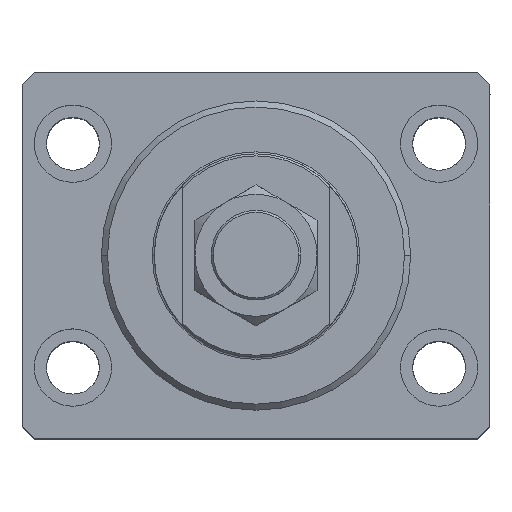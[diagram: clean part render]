
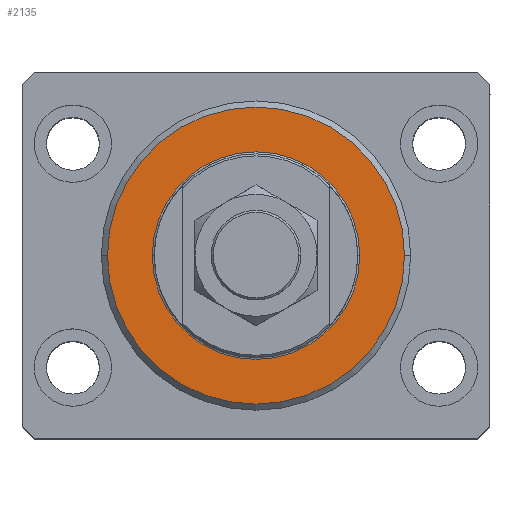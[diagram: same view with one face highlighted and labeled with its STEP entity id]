
A CAD part, top view. The second image highlights one B-rep face of the part: STEP entity #2135.
In plain terms, the highlighted face is planar.
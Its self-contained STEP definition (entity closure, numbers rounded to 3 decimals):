
#5 = DIRECTION ( 'NONE',  ( 0., 0., 1. ) ) ;
#1130 = CIRCLE ( 'NONE', #40365, 36.5 ) ;
#2135 = ADVANCED_FACE ( 'NONE', ( #32520, #32052 ), #13510, .F. ) ;
#2315 = CIRCLE ( 'NONE', #10015, 25.5 ) ;
#2699 = DIRECTION ( 'NONE',  ( 0., 0., 1. ) ) ;
#4992 = DIRECTION ( 'NONE',  ( 1., 0., 0. ) ) ;
#6728 = VERTEX_POINT ( 'NONE', #43048 ) ;
#7845 = DIRECTION ( 'NONE',  ( 0., 0., -1. ) ) ;
#9885 = DIRECTION ( 'NONE',  ( 0., 0., 1. ) ) ;
#10015 = AXIS2_PLACEMENT_3D ( 'NONE', #29150, #5, #10846 ) ;
#10274 = AXIS2_PLACEMENT_3D ( 'NONE', #17112, #9885, #27944 ) ;
#10846 = DIRECTION ( 'NONE',  ( 1., 0., 0. ) ) ;
#13381 = EDGE_CURVE ( 'NONE', #20004, #6728, #38972, .T. ) ;
#13510 = PLANE ( 'NONE',  #10274 ) ;
#14886 = AXIS2_PLACEMENT_3D ( 'NONE', #27151, #34394, #4992 ) ;
#15389 = ORIENTED_EDGE ( 'NONE', *, *, #39370, .T. ) ;
#16539 = CARTESIAN_POINT ( 'NONE',  ( 36.5, 0., 0. ) ) ;
#16578 = ORIENTED_EDGE ( 'NONE', *, *, #43221, .T. ) ;
#17112 = CARTESIAN_POINT ( 'NONE',  ( 0., 0., 0. ) ) ;
#20004 = VERTEX_POINT ( 'NONE', #33484 ) ;
#21005 = ORIENTED_EDGE ( 'NONE', *, *, #24959, .T. ) ;
#24959 = EDGE_CURVE ( 'NONE', #6728, #20004, #2315, .T. ) ;
#26709 = EDGE_LOOP ( 'NONE', ( #15389, #16578 ) ) ;
#27151 = CARTESIAN_POINT ( 'NONE',  ( 0., 0., 0. ) ) ;
#27747 = CARTESIAN_POINT ( 'NONE',  ( 0., 0., 0. ) ) ;
#27944 = DIRECTION ( 'NONE',  ( 1., 0., 0. ) ) ;
#29150 = CARTESIAN_POINT ( 'NONE',  ( 0., 0., 0. ) ) ;
#32052 = FACE_OUTER_BOUND ( 'NONE', #26709, .T. ) ;
#32520 = FACE_BOUND ( 'NONE', #45991, .T. ) ;
#33484 = CARTESIAN_POINT ( 'NONE',  ( 25.5, 0., 0. ) ) ;
#34375 = AXIS2_PLACEMENT_3D ( 'NONE', #27747, #2699, #35690 ) ;
#34394 = DIRECTION ( 'NONE',  ( 0., 0., -1. ) ) ;
#35690 = DIRECTION ( 'NONE',  ( 1., 0., 0. ) ) ;
#37439 = ORIENTED_EDGE ( 'NONE', *, *, #13381, .T. ) ;
#38972 = CIRCLE ( 'NONE', #34375, 25.5 ) ;
#39370 = EDGE_CURVE ( 'NONE', #42490, #40459, #40261, .T. ) ;
#40261 = CIRCLE ( 'NONE', #14886, 36.5 ) ;
#40365 = AXIS2_PLACEMENT_3D ( 'NONE', #44445, #7845, #40832 ) ;
#40459 = VERTEX_POINT ( 'NONE', #45626 ) ;
#40832 = DIRECTION ( 'NONE',  ( 1., 0., 0. ) ) ;
#42490 = VERTEX_POINT ( 'NONE', #16539 ) ;
#43048 = CARTESIAN_POINT ( 'NONE',  ( -25.5, 0., 0. ) ) ;
#43221 = EDGE_CURVE ( 'NONE', #40459, #42490, #1130, .T. ) ;
#44445 = CARTESIAN_POINT ( 'NONE',  ( 0., 0., 0. ) ) ;
#45626 = CARTESIAN_POINT ( 'NONE',  ( -36.5, 0., 0. ) ) ;
#45991 = EDGE_LOOP ( 'NONE', ( #37439, #21005 ) ) ;
